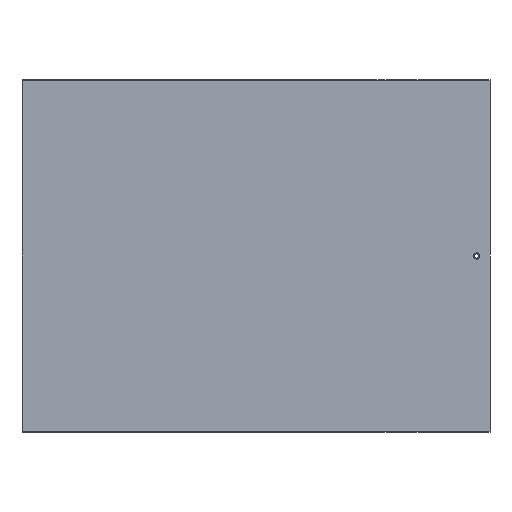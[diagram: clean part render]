
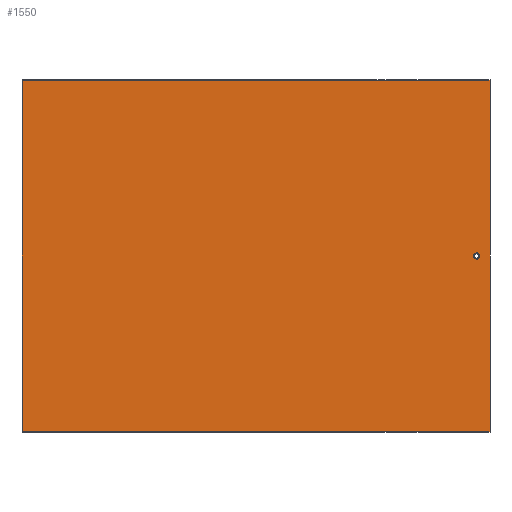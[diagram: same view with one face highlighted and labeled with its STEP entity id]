
A CAD part, front view. The second image highlights one B-rep face of the part: STEP entity #1550.
In plain terms, the highlighted planar face has unit normal (0, -1, 0).
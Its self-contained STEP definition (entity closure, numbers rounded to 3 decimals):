
#79 = FACE_BOUND ( 'NONE', #1129, .T. ) ;
#83 = FACE_OUTER_BOUND ( 'NONE', #1126, .T. ) ;
#177 = AXIS2_PLACEMENT_3D ( 'NONE', #257, #261, #262 ) ;
#255 = PLANE ( 'NONE',  #177 ) ;
#257 = CARTESIAN_POINT ( 'NONE',  ( 0., 0., 1. ) ) ;
#261 = DIRECTION ( 'NONE',  ( 0., 1., 0. ) ) ;
#262 = DIRECTION ( 'NONE',  ( 0., 0., 1. ) ) ;
#348 = AXIS2_PLACEMENT_3D ( 'NONE', #1615, #1616, #1617 ) ;
#543 = ORIENTED_EDGE ( 'NONE', *, *, #1261, .F. ) ;
#544 = ORIENTED_EDGE ( 'NONE', *, *, #1760, .F. ) ;
#545 = ORIENTED_EDGE ( 'NONE', *, *, #1758, .T. ) ;
#546 = ORIENTED_EDGE ( 'NONE', *, *, #1991, .T. ) ;
#547 = ORIENTED_EDGE ( 'NONE', *, *, #1756, .F. ) ;
#719 = CIRCLE ( 'NONE', #348, 3.5 ) ;
#723 = LINE ( 'NONE', #1613, #725 ) ;
#725 = VECTOR ( 'NONE', #1621, 1000. ) ;
#728 = LINE ( 'NONE', #1623, #731 ) ;
#731 = VECTOR ( 'NONE', #1625, 1000. ) ;
#748 = LINE ( 'NONE', #1727, #751 ) ;
#751 = VECTOR ( 'NONE', #1728, 1000. ) ;
#768 = VERTEX_POINT ( 'NONE', #1450 ) ;
#865 = LINE ( 'NONE', #1336, #867 ) ;
#867 = VECTOR ( 'NONE', #1337, 1000. ) ;
#1126 = EDGE_LOOP ( 'NONE', ( #546, #545, #544, #543 ) ) ;
#1129 = EDGE_LOOP ( 'NONE', ( #547 ) ) ;
#1261 = EDGE_CURVE ( 'NONE', #1825, #1824, #865, .T. ) ;
#1336 = CARTESIAN_POINT ( 'NONE',  ( 0., 0., 1. ) ) ;
#1337 = DIRECTION ( 'NONE',  ( 1., 0., 0. ) ) ;
#1450 = CARTESIAN_POINT ( 'NONE',  ( 516., 0., -202.5 ) ) ;
#1550 = ADVANCED_FACE ( 'NONE', ( #79, #83 ), #255, .F. ) ;
#1613 = CARTESIAN_POINT ( 'NONE',  ( 0., 0., -399. ) ) ;
#1615 = CARTESIAN_POINT ( 'NONE',  ( 516., 0., -199. ) ) ;
#1616 = DIRECTION ( 'NONE',  ( 0., -1., 0. ) ) ;
#1617 = DIRECTION ( 'NONE',  ( 0., 0., -1. ) ) ;
#1621 = DIRECTION ( 'NONE',  ( 1., 0., 0. ) ) ;
#1623 = CARTESIAN_POINT ( 'NONE',  ( 531., 0., 1. ) ) ;
#1625 = DIRECTION ( 'NONE',  ( 0., 0., -1. ) ) ;
#1655 = CARTESIAN_POINT ( 'NONE',  ( 0., 0., -399. ) ) ;
#1667 = CARTESIAN_POINT ( 'NONE',  ( 531., 0., -399. ) ) ;
#1683 = CARTESIAN_POINT ( 'NONE',  ( 531., 0., 1. ) ) ;
#1684 = CARTESIAN_POINT ( 'NONE',  ( 0., 0., 1. ) ) ;
#1727 = CARTESIAN_POINT ( 'NONE',  ( 0., 0., 1. ) ) ;
#1728 = DIRECTION ( 'NONE',  ( 0., 0., -1. ) ) ;
#1756 = EDGE_CURVE ( 'NONE', #768, #768, #719, .T. ) ;
#1758 = EDGE_CURVE ( 'NONE', #1796, #1808, #723, .T. ) ;
#1760 = EDGE_CURVE ( 'NONE', #1824, #1808, #728, .T. ) ;
#1796 = VERTEX_POINT ( 'NONE', #1655 ) ;
#1808 = VERTEX_POINT ( 'NONE', #1667 ) ;
#1824 = VERTEX_POINT ( 'NONE', #1683 ) ;
#1825 = VERTEX_POINT ( 'NONE', #1684 ) ;
#1991 = EDGE_CURVE ( 'NONE', #1825, #1796, #748, .T. ) ;
